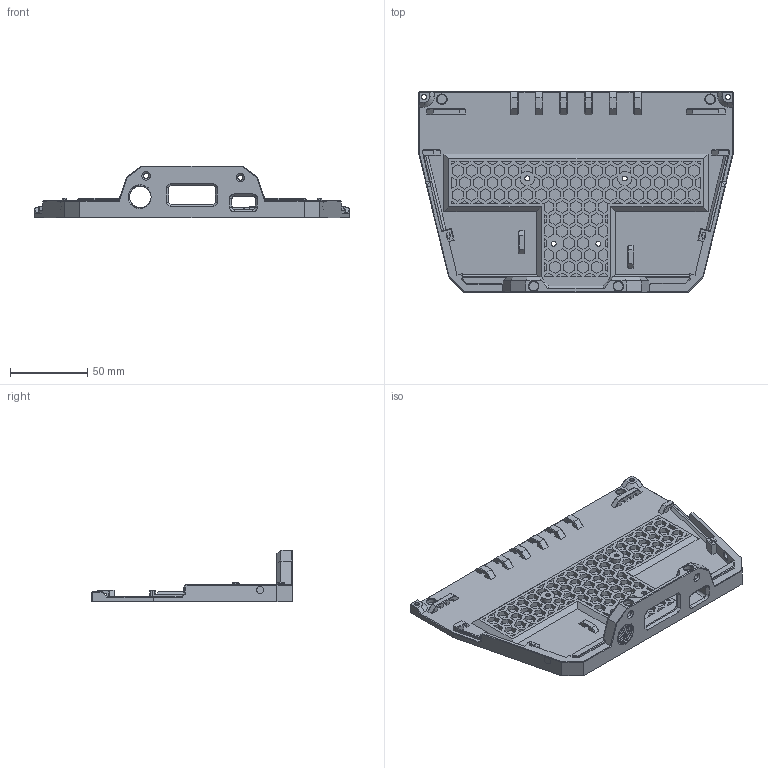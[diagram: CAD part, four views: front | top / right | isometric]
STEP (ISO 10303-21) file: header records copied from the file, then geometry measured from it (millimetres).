
FILE_DESCRIPTION(/* description */ (''),/* implementation_level */ '2;1');
FILE_NAME(/* name */ 'base_Hexa_distro_fusion.step',/* time_stamp */ '2025-08-07T22:35:53+02:00',/* author */ (''),/* organization */ (''),/* preprocessor_version */ 'ST-DEVELOPER v20.1',/* originating_system */ 'Autodesk Translation Framework v14.10.0.0',/* authorisation */ '');
FILE_SCHEMA (('AUTOMOTIVE_DESIGN { 1 0 10303 214 3 1 1 }'));
Length unit declared in the file: millimetre
Products named in the file (1): base
Bounding box: 203.6 x 130 x 33.6 mm (x, y, z)
Volume: 126453.4 mm3; surface area: 70500.7 mm2
Topology: 1 solids, 1 shells, 1297 faces, 3319 edges, 2146 vertices
Faces by surface type: plane 1213, cylinder 50, cone 30, bspline 4
Full cylindrical faces by diameter (mm): 3.2 x6, 3.4 x2, 4.7 x8, 4.75 x2, 6.05 x2, 6.1 x2, 14 x6, 15.624 x6
Entity records: 40265 total; most frequent: CARTESIAN_POINT 8698, ORIENTED_EDGE 6638, DIRECTION 6008, EDGE_CURVE 3319, LINE 3112, VECTOR 3112, VERTEX_POINT 2146, EDGE_LOOP 1473
